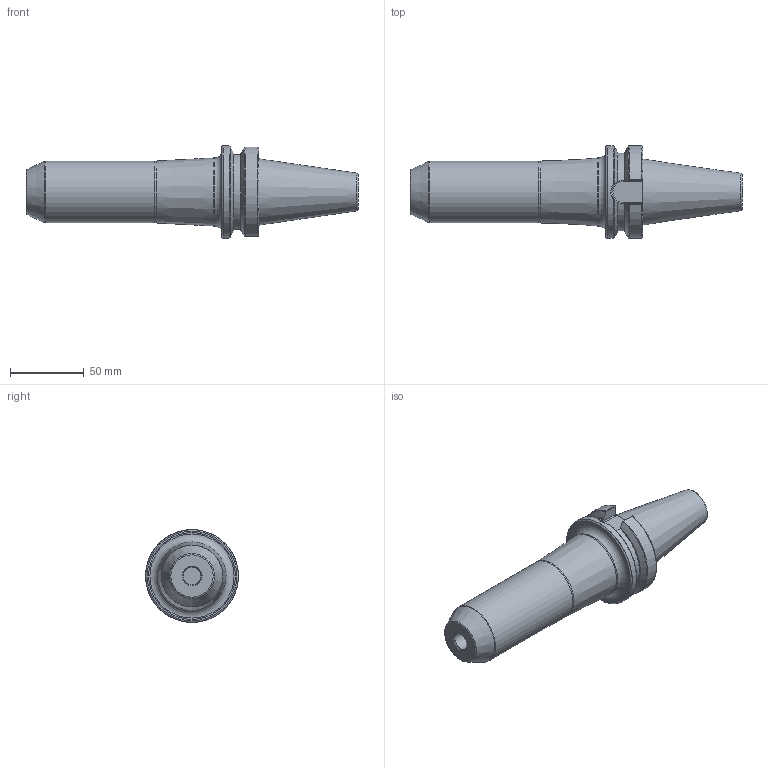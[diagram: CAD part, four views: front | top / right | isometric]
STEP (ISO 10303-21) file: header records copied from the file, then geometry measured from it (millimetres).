
FILE_DESCRIPTION(/* description */ (''),/* implementation_level */ '2;1');
FILE_NAME(/* name */ 'ABT40-EM-12-160.stp',/* time_stamp */ '2024-11-14T17:57:01+03:00',/* author */ (''),/* organization */ (''),/* preprocessor_version */ 'ST-DEVELOPER v19.4',/* originating_system */ 'SIEMENS PLM Software NX2306.9102',/* authorisation */ '');
FILE_SCHEMA (('AUTOMOTIVE_DESIGN { 1 0 10303 214 3 1 1 1 }'));
Length unit declared in the file: millimetre
Products named in the file (1): ABT40-EM-12-160-lıght
Bounding box: 225.4 x 62.99 x 63 mm (x, y, z)
Volume: 316963.4 mm3; surface area: 36653 mm2
Topology: 1 solids, 1 shells, 84 faces, 209 edges, 131 vertices
Faces by surface type: plane 24, cylinder 20, torus 19, cone 19, bspline 2
Full cylindrical faces by diameter (mm): 4 x1, 10 x1, 12 x1, 42 x1, 46.2 x1, 63 x1
Entity records: 2720 total; most frequent: CARTESIAN_POINT 882, DIRECTION 364, ORIENTED_EDGE 356, EDGE_CURVE 178, AXIS2_PLACEMENT_3D 155, VERTEX_POINT 127, EDGE_LOOP 114, ADVANCED_FACE 84
